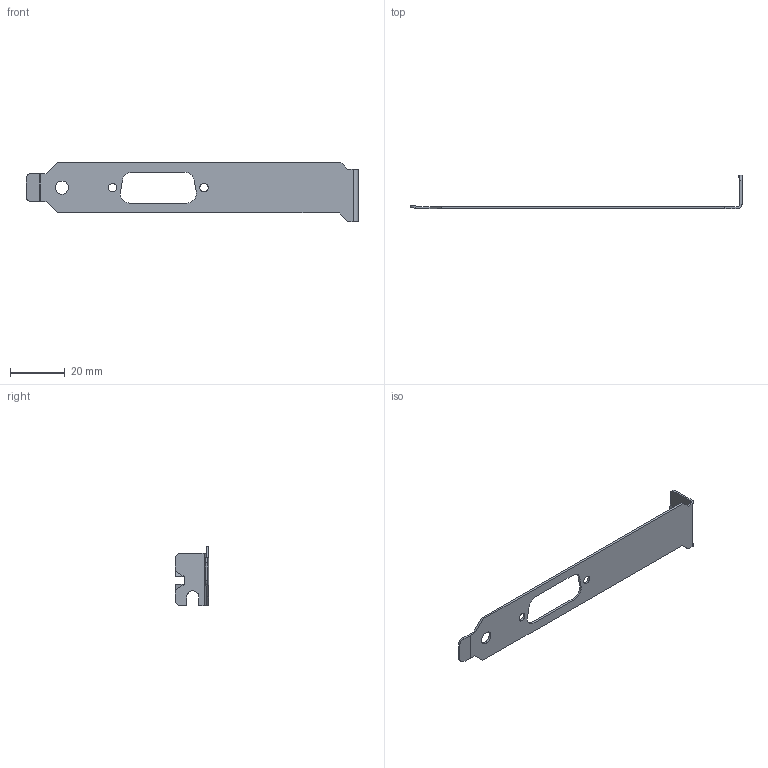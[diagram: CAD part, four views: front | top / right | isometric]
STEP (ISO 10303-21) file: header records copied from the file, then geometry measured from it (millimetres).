
FILE_DESCRIPTION(('FreeCAD Model'),'2;1');
FILE_NAME('Custom CM-153 Bracket.step', '2022-09-03T17:46:36',('Author'),(''), 'Open CASCADE STEP processor 7.3','FreeCAD','Unknown');
FILE_SCHEMA(('AUTOMOTIVE_DESIGN { 1 0 10303 214 1 1 1 1 }'));
Length unit declared in the file: millimetre
Products named in the file (1): Custom_CM-153_Bracket
Bounding box: 120.87 x 12.32 x 21.59 mm (x, y, z)
Volume: 1575.9 mm3; surface area: 4329.8 mm2
Topology: 1 solids, 1 shells, 56 faces, 154 edges, 100 vertices
Faces by surface type: plane 39, cylinder 17
Full cylindrical faces by diameter (mm): 3.048 x2, 4.75 x1
Entity records: 2193 total; most frequent: CARTESIAN_POINT 314, ORIENTED_EDGE 308, DIRECTION 307, EDGE_CURVE 154, LINE 109, VECTOR 109, VERTEX_POINT 100, AXIS2_PLACEMENT_3D 99
